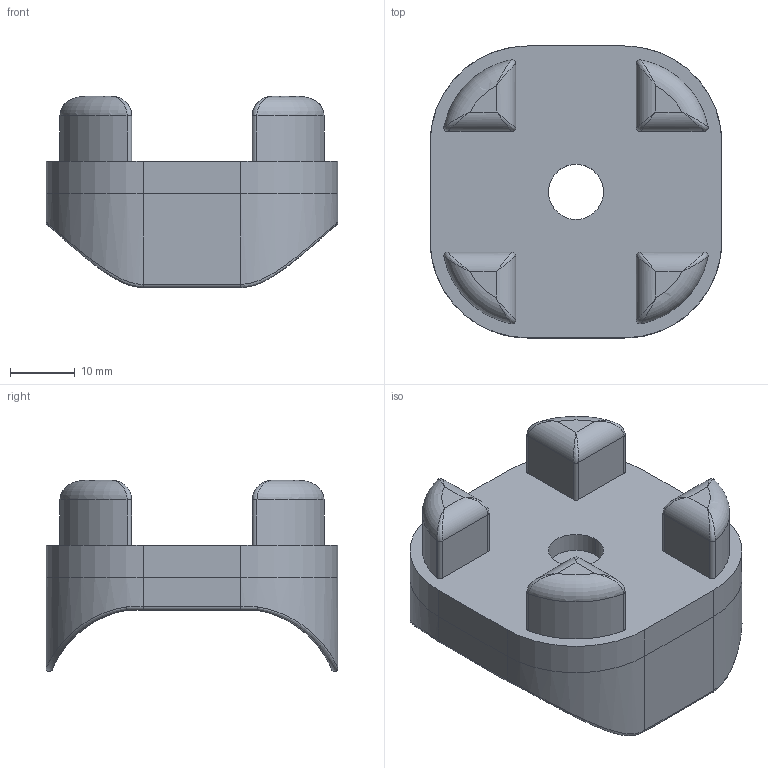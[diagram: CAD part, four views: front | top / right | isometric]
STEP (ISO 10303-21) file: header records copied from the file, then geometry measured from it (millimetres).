
FILE_DESCRIPTION (( 'STEP AP203' ), '1' );
FILE_NAME ('800.029.103.STEP', '2013-01-21T10:38:13', ( '' ), ( '' ), 'SwSTEP 2.0', 'SolidWorks 2011', '' );
FILE_SCHEMA (( 'CONFIG_CONTROL_DESIGN' ));
Length unit declared in the file: millimetre
Products named in the file (3): 800.029.103; 800.029.103B; 800.029.103A
Assembly tree (2 placements, depth 2):
  800.029.103
    800.029.103A
    800.029.103B
Bounding box: 45 x 45 x 29.48 mm (x, y, z)
Volume: 23043.5 mm3; surface area: 12820.9 mm2
Topology: 74 solids, 74 shells, 674 faces, 1484 edges, 940 vertices
Faces by surface type: plane 550, cylinder 84, bspline 16, sphere 16, torus 8
Entity records: 19465 total; most frequent: CARTESIAN_POINT 5463, ORIENTED_EDGE 2912, DIRECTION 2602, EDGE_CURVE 1456, VECTOR 972, LINE 972, VERTEX_POINT 940, AXIS2_PLACEMENT_3D 815
